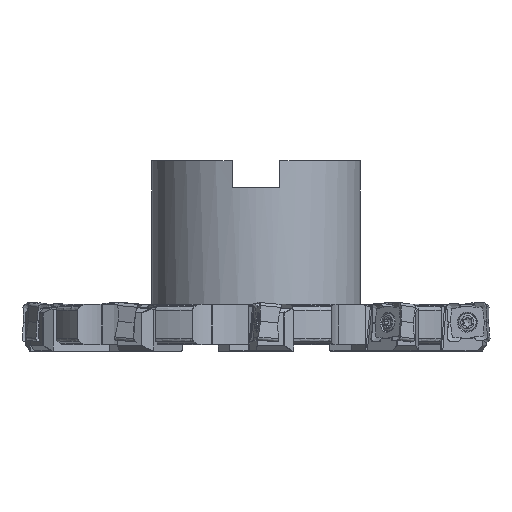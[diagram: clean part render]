
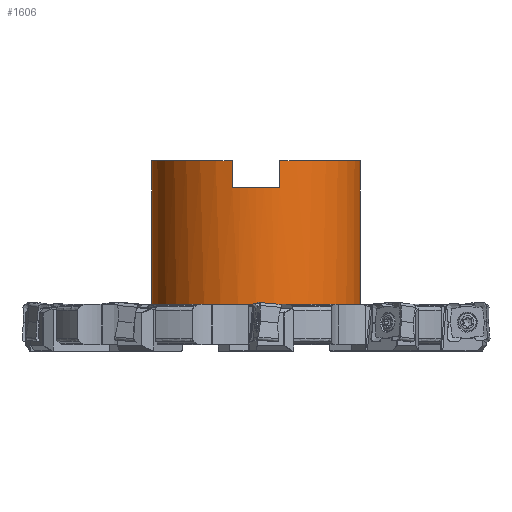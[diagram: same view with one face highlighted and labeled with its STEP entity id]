
A CAD part, front view. The second image highlights one B-rep face of the part: STEP entity #1606.
In plain terms, the highlighted cylindrical face has radius 28.575 mm (diameter 57.15 mm), a full revolution.
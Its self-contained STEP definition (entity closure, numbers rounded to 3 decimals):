
#377=FACE_BOUND('',#4061,.T.);
#378=FACE_BOUND('',#4062,.T.);
#568=CIRCLE('',#18764,28.575);
#572=CIRCLE('',#18770,28.575);
#573=CIRCLE('',#18772,28.575);
#676=CIRCLE('',#18947,28.575);
#677=CIRCLE('',#18951,28.575);
#1004=CYLINDRICAL_SURFACE('',#18952,28.575);
#1606=ADVANCED_FACE('',(#377,#378),#1004,.T.);
#4061=EDGE_LOOP('',(#10037,#10038,#10039,#10040,#10041,#10042,#10043,#10044));
#4062=EDGE_LOOP('',(#10045));
#5273=LINE('',#38156,#6647);
#5277=LINE('',#38163,#6651);
#5278=LINE('',#38165,#6652);
#5279=LINE('',#38168,#6653);
#6647=VECTOR('',#21624,1.);
#6651=VECTOR('',#21630,1.);
#6652=VECTOR('',#21633,1.);
#6653=VECTOR('',#21636,1.);
#10037=ORIENTED_EDGE('',*,*,#15939,.T.);
#10038=ORIENTED_EDGE('',*,*,#15600,.T.);
#10039=ORIENTED_EDGE('',*,*,#15938,.T.);
#10040=ORIENTED_EDGE('',*,*,#15940,.T.);
#10041=ORIENTED_EDGE('',*,*,#15941,.T.);
#10042=ORIENTED_EDGE('',*,*,#15607,.T.);
#10043=ORIENTED_EDGE('',*,*,#15934,.T.);
#10044=ORIENTED_EDGE('',*,*,#15933,.T.);
#10045=ORIENTED_EDGE('',*,*,#15608,.F.);
#13419=VERTEX_POINT('',#37132);
#13420=VERTEX_POINT('',#37134);
#13423=VERTEX_POINT('',#37143);
#13426=VERTEX_POINT('',#37148);
#13427=VERTEX_POINT('',#37152);
#13669=VERTEX_POINT('',#38148);
#13672=VERTEX_POINT('',#38153);
#13674=VERTEX_POINT('',#38162);
#13675=VERTEX_POINT('',#38167);
#15600=EDGE_CURVE('',#13420,#13419,#568,.T.);
#15607=EDGE_CURVE('',#13423,#13426,#572,.T.);
#15608=EDGE_CURVE('',#13427,#13427,#573,.T.);
#15933=EDGE_CURVE('',#13669,#13672,#676,.T.);
#15934=EDGE_CURVE('',#13426,#13669,#5273,.T.);
#15938=EDGE_CURVE('',#13419,#13674,#5277,.T.);
#15939=EDGE_CURVE('',#13672,#13420,#5278,.T.);
#15940=EDGE_CURVE('',#13674,#13675,#677,.T.);
#15941=EDGE_CURVE('',#13675,#13423,#5279,.T.);
#18764=AXIS2_PLACEMENT_3D('',#37133,#21149,#21150);
#18770=AXIS2_PLACEMENT_3D('',#37149,#21164,#21165);
#18772=AXIS2_PLACEMENT_3D('',#37151,#21168,#21169);
#18947=AXIS2_PLACEMENT_3D('',#38154,#21620,#21621);
#18951=AXIS2_PLACEMENT_3D('',#38166,#21634,#21635);
#18952=AXIS2_PLACEMENT_3D('',#38169,#21637,#21638);
#21149=DIRECTION('',(0.,0.,-1.));
#21150=DIRECTION('',(0.,-1.,0.));
#21164=DIRECTION('',(0.,0.,-1.));
#21165=DIRECTION('',(0.,-1.,0.));
#21168=DIRECTION('',(0.,0.,-1.));
#21169=DIRECTION('',(0.,-1.,0.));
#21620=DIRECTION('',(0.,0.,-1.));
#21621=DIRECTION('',(0.,-1.,0.));
#21624=DIRECTION('',(0.,0.,-1.));
#21630=DIRECTION('',(0.,0.,-1.));
#21633=DIRECTION('',(0.,0.,1.));
#21634=DIRECTION('',(0.,0.,-1.));
#21635=DIRECTION('',(0.,-1.,0.));
#21636=DIRECTION('',(0.,0.,1.));
#21637=DIRECTION('',(0.,0.,-1.));
#21638=DIRECTION('',(0.,-1.,0.));
#37132=CARTESIAN_POINT('',(6.478,-27.831,0.));
#37133=CARTESIAN_POINT('',(0.,0.,0.));
#37134=CARTESIAN_POINT('',(6.478,27.831,0.));
#37143=CARTESIAN_POINT('',(-6.477,-27.831,0.));
#37148=CARTESIAN_POINT('',(-6.477,27.831,0.));
#37149=CARTESIAN_POINT('',(0.,0.,0.));
#37151=CARTESIAN_POINT('',(0.,0.,-39.3));
#37152=CARTESIAN_POINT('',(0.,-28.575,-39.3));
#38148=CARTESIAN_POINT('',(-6.477,27.831,-7.41));
#38153=CARTESIAN_POINT('',(6.478,27.831,-7.41));
#38154=CARTESIAN_POINT('',(0.,0.,-7.41));
#38156=CARTESIAN_POINT('',(-6.477,27.831,-36.075));
#38162=CARTESIAN_POINT('',(6.478,-27.831,-7.41));
#38163=CARTESIAN_POINT('',(6.478,-27.831,-36.075));
#38165=CARTESIAN_POINT('',(6.478,27.831,-36.075));
#38166=CARTESIAN_POINT('',(0.,0.,-7.41));
#38167=CARTESIAN_POINT('',(-6.477,-27.831,-7.41));
#38168=CARTESIAN_POINT('',(-6.477,-27.831,-36.075));
#38169=CARTESIAN_POINT('',(0.,0.,-36.075));
